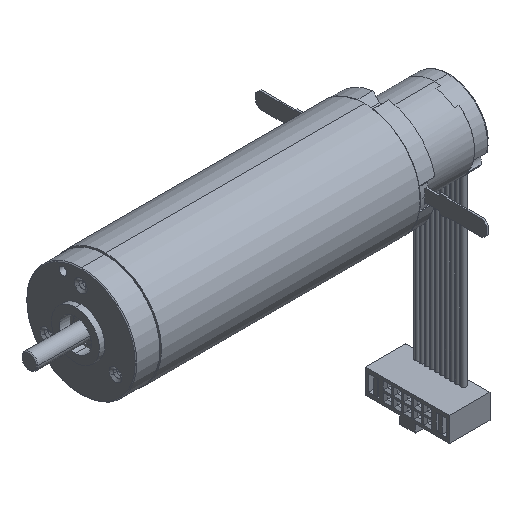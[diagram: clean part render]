
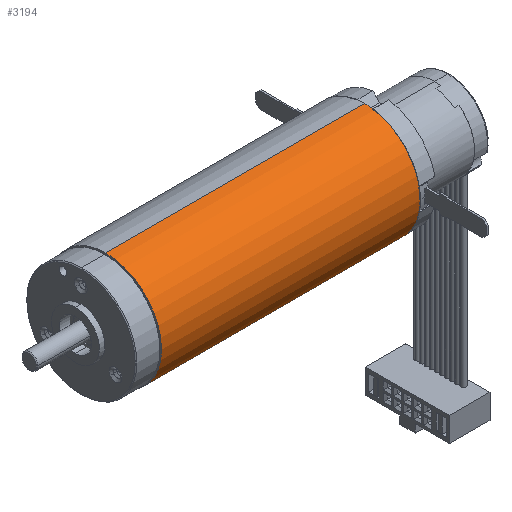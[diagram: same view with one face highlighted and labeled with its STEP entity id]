
A CAD part, isometric view. The second image highlights one B-rep face of the part: STEP entity #3194.
In plain terms, the highlighted cylindrical face has radius 7 mm (diameter 14 mm), a partial arc.
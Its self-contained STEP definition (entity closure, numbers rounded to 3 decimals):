
#3194=ADVANCED_FACE('',(#6315),#6316,.T.);
#6315=FACE_OUTER_BOUND('',#9382,.T.);
#6316=CYLINDRICAL_SURFACE('',#9383,7.0);
#9382=EDGE_LOOP('',(#18400,#18401,#18402,#18403));
#9383=AXIS2_PLACEMENT_3D('',#18404,#18405,#18406);
#18400=ORIENTED_EDGE('',*,*,#22039,.F.);
#18401=ORIENTED_EDGE('',*,*,#22040,.T.);
#18402=ORIENTED_EDGE('',*,*,#22041,.F.);
#18403=ORIENTED_EDGE('',*,*,#22042,.F.);
#18404=CARTESIAN_POINT('',(19.35,0.0,0.0));
#18405=DIRECTION('',(1.0,0.0,-0.0));
#18406=DIRECTION('',(0.0,0.0,1.0));
#22039=EDGE_CURVE('',#27268,#27269,#27270,.T.);
#22040=EDGE_CURVE('',#27268,#27271,#27272,.T.);
#22041=EDGE_CURVE('',#27273,#27271,#27274,.T.);
#22042=EDGE_CURVE('',#27269,#27273,#27275,.T.);
#27268=VERTEX_POINT('',#35248);
#27269=VERTEX_POINT('',#35249);
#27270=LINE('',#35250,#35251);
#27271=VERTEX_POINT('',#35252);
#27272=CIRCLE('',#35253,7.0);
#27273=VERTEX_POINT('',#35254);
#27274=LINE('',#35255,#35256);
#27275=CIRCLE('',#35257,7.0);
#35248=CARTESIAN_POINT('',(3.1,0.0,7.0));
#35249=CARTESIAN_POINT('',(35.6,0.0,7.0));
#35250=CARTESIAN_POINT('',(19.35,0.,7.0));
#35251=VECTOR('',#38718,1.0);
#35252=CARTESIAN_POINT('',(3.1,0.,-7.0));
#35253=AXIS2_PLACEMENT_3D('',#38719,#38720,#38721);
#35254=CARTESIAN_POINT('',(35.6,0.,-7.0));
#35255=CARTESIAN_POINT('',(19.35,0.,-7.0));
#35256=VECTOR('',#38722,1.0);
#35257=AXIS2_PLACEMENT_3D('',#38723,#38724,#38725);
#38718=DIRECTION('',(1.0,0.0,0.0));
#38719=CARTESIAN_POINT('',(3.1,0.0,0.0));
#38720=DIRECTION('',(1.0,0.0,-0.0));
#38721=DIRECTION('',(0.0,0.0,1.0));
#38722=DIRECTION('',(-1.0,-0.0,-0.0));
#38723=CARTESIAN_POINT('',(35.6,0.0,0.0));
#38724=DIRECTION('',(1.0,0.0,-0.0));
#38725=DIRECTION('',(0.0,0.0,1.0));
